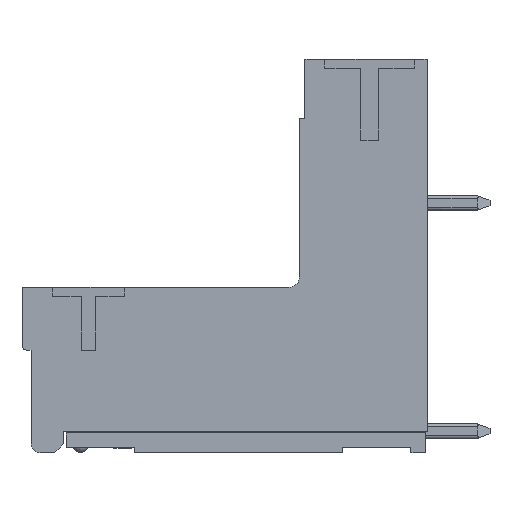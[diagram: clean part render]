
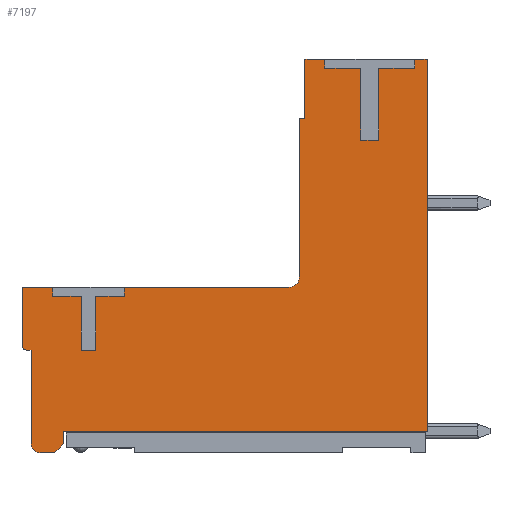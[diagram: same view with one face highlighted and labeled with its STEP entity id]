
A CAD part, left-side view. The second image highlights one B-rep face of the part: STEP entity #7197.
In plain terms, the highlighted planar face has unit normal (-1, 0, 0).
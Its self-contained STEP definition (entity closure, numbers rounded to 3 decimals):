
#6931=CARTESIAN_POINT('',(-21.957,0.,0.));
#6932=DIRECTION('',(0.,0.,-1.));
#6933=DIRECTION('',(-1.,0.,-0.));
#6934=AXIS2_PLACEMENT_3D('',#6931,#6933,#6932);
#6935=PLANE('',#6934);
#6936=CARTESIAN_POINT('',(-21.957,-2.648,19.574));
#6937=VERTEX_POINT('',#6936);
#6938=CARTESIAN_POINT('',(-21.957,-1.986,19.574));
#6939=VERTEX_POINT('',#6938);
#6940=CARTESIAN_POINT('',(-21.957,-2.648,19.574));
#6941=DIRECTION('',(0.,1.,0.));
#6942=VECTOR('',#6941,0.662);
#6943=LINE('',#6940,#6942);
#6944=EDGE_CURVE('',#6937,#6939,#6943,.T.);
#6945=ORIENTED_EDGE('',*,*,#6944,.T.);
#6946=CARTESIAN_POINT('',(-21.957,-1.986,19.101));
#6947=VERTEX_POINT('',#6946);
#6948=CARTESIAN_POINT('',(-21.957,-1.986,19.574));
#6949=DIRECTION('',(0.,0.,-1.));
#6950=VECTOR('',#6949,0.473);
#6951=LINE('',#6948,#6950);
#6952=EDGE_CURVE('',#6939,#6947,#6951,.T.);
#6953=ORIENTED_EDGE('',*,*,#6952,.T.);
#6954=CARTESIAN_POINT('',(-21.957,-0.095,19.101));
#6955=VERTEX_POINT('',#6954);
#6956=CARTESIAN_POINT('',(-21.957,-1.986,19.101));
#6957=DIRECTION('',(0.,1.,0.));
#6958=VECTOR('',#6957,1.891);
#6959=LINE('',#6956,#6958);
#6960=EDGE_CURVE('',#6947,#6955,#6959,.T.);
#6961=ORIENTED_EDGE('',*,*,#6960,.T.);
#6962=CARTESIAN_POINT('',(-21.957,-0.095,15.319));
#6963=VERTEX_POINT('',#6962);
#6964=CARTESIAN_POINT('',(-21.957,-0.095,19.101));
#6965=DIRECTION('',(0.,0.,-1.));
#6966=VECTOR('',#6965,3.782);
#6967=LINE('',#6964,#6966);
#6968=EDGE_CURVE('',#6955,#6963,#6967,.T.);
#6969=ORIENTED_EDGE('',*,*,#6968,.T.);
#6970=CARTESIAN_POINT('',(-21.957,0.851,15.319));
#6971=VERTEX_POINT('',#6970);
#6972=CARTESIAN_POINT('',(-21.957,-0.095,15.319));
#6973=DIRECTION('',(0.,1.,0.));
#6974=VECTOR('',#6973,0.946);
#6975=LINE('',#6972,#6974);
#6976=EDGE_CURVE('',#6963,#6971,#6975,.T.);
#6977=ORIENTED_EDGE('',*,*,#6976,.T.);
#6978=CARTESIAN_POINT('',(-21.957,0.851,19.101));
#6979=VERTEX_POINT('',#6978);
#6980=CARTESIAN_POINT('',(-21.957,0.851,15.319));
#6981=DIRECTION('',(0.,0.,1.));
#6982=VECTOR('',#6981,3.782);
#6983=LINE('',#6980,#6982);
#6984=EDGE_CURVE('',#6971,#6979,#6983,.T.);
#6985=ORIENTED_EDGE('',*,*,#6984,.T.);
#6986=CARTESIAN_POINT('',(-21.957,2.742,19.101));
#6987=VERTEX_POINT('',#6986);
#6988=CARTESIAN_POINT('',(-21.957,0.851,19.101));
#6989=DIRECTION('',(0.,1.,0.));
#6990=VECTOR('',#6989,1.891);
#6991=LINE('',#6988,#6990);
#6992=EDGE_CURVE('',#6979,#6987,#6991,.T.);
#6993=ORIENTED_EDGE('',*,*,#6992,.T.);
#6994=CARTESIAN_POINT('',(-21.957,2.742,19.574));
#6995=VERTEX_POINT('',#6994);
#6996=CARTESIAN_POINT('',(-21.957,2.742,19.101));
#6997=DIRECTION('',(0.,0.,1.));
#6998=VECTOR('',#6997,0.473);
#6999=LINE('',#6996,#6998);
#7000=EDGE_CURVE('',#6987,#6995,#6999,.T.);
#7001=ORIENTED_EDGE('',*,*,#7000,.T.);
#7002=CARTESIAN_POINT('',(-21.957,3.782,19.574));
#7003=VERTEX_POINT('',#7002);
#7004=CARTESIAN_POINT('',(-21.957,2.742,19.574));
#7005=DIRECTION('',(0.,1.,0.));
#7006=VECTOR('',#7005,1.04);
#7007=LINE('',#7004,#7006);
#7008=EDGE_CURVE('',#6995,#7003,#7007,.T.);
#7009=ORIENTED_EDGE('',*,*,#7008,.T.);
#7010=CARTESIAN_POINT('',(-21.957,3.782,16.454));
#7011=VERTEX_POINT('',#7010);
#7012=CARTESIAN_POINT('',(-21.957,3.782,19.574));
#7013=DIRECTION('',(0.,0.,-1.));
#7014=VECTOR('',#7013,3.121);
#7015=LINE('',#7012,#7014);
#7016=EDGE_CURVE('',#7003,#7011,#7015,.T.);
#7017=ORIENTED_EDGE('',*,*,#7016,.T.);
#7018=CARTESIAN_POINT('',(-21.957,4.066,16.454));
#7019=VERTEX_POINT('',#7018);
#7020=CARTESIAN_POINT('',(-21.957,3.782,16.454));
#7021=DIRECTION('',(0.,1.,0.));
#7022=VECTOR('',#7021,0.284);
#7023=LINE('',#7020,#7022);
#7024=EDGE_CURVE('',#7011,#7019,#7023,.T.);
#7025=ORIENTED_EDGE('',*,*,#7024,.T.);
#7026=CARTESIAN_POINT('',(-21.957,4.066,8.132));
#7027=VERTEX_POINT('',#7026);
#7028=CARTESIAN_POINT('',(-21.957,4.066,16.454));
#7029=DIRECTION('',(0.,0.,-1.));
#7030=VECTOR('',#7029,8.321);
#7031=LINE('',#7028,#7030);
#7032=EDGE_CURVE('',#7019,#7027,#7031,.T.);
#7033=ORIENTED_EDGE('',*,*,#7032,.T.);
#7034=CARTESIAN_POINT('',(-21.957,4.633,7.565));
#7035=VERTEX_POINT('',#7034);
#7036=CARTESIAN_POINT('',(-21.957,4.633,8.132));
#7037=DIRECTION('',(0.,-1.,0.));
#7038=DIRECTION('',(1.,0.,0.));
#7039=AXIS2_PLACEMENT_3D('',#7036,#7038,#7037);
#7040=CIRCLE('',#7039,0.567);
#7041=EDGE_CURVE('',#7027,#7035,#7040,.T.);
#7042=ORIENTED_EDGE('',*,*,#7041,.T.);
#7043=CARTESIAN_POINT('',(-21.957,13.286,7.565));
#7044=VERTEX_POINT('',#7043);
#7045=CARTESIAN_POINT('',(-21.957,4.633,7.565));
#7046=DIRECTION('',(0.,1.,0.));
#7047=VECTOR('',#7046,8.652);
#7048=LINE('',#7045,#7047);
#7049=EDGE_CURVE('',#7035,#7044,#7048,.T.);
#7050=ORIENTED_EDGE('',*,*,#7049,.T.);
#7051=CARTESIAN_POINT('',(-21.957,13.286,7.092));
#7052=VERTEX_POINT('',#7051);
#7053=CARTESIAN_POINT('',(-21.957,13.286,7.565));
#7054=DIRECTION('',(0.,0.,-1.));
#7055=VECTOR('',#7054,0.473);
#7056=LINE('',#7053,#7055);
#7057=EDGE_CURVE('',#7044,#7052,#7056,.T.);
#7058=ORIENTED_EDGE('',*,*,#7057,.T.);
#7059=CARTESIAN_POINT('',(-21.957,14.799,7.092));
#7060=VERTEX_POINT('',#7059);
#7061=CARTESIAN_POINT('',(-21.957,13.286,7.092));
#7062=DIRECTION('',(0.,1.,0.));
#7063=VECTOR('',#7062,1.513);
#7064=LINE('',#7061,#7063);
#7065=EDGE_CURVE('',#7052,#7060,#7064,.T.);
#7066=ORIENTED_EDGE('',*,*,#7065,.T.);
#7067=CARTESIAN_POINT('',(-21.957,14.799,4.255));
#7068=VERTEX_POINT('',#7067);
#7069=CARTESIAN_POINT('',(-21.957,14.799,7.092));
#7070=DIRECTION('',(0.,0.,-1.));
#7071=VECTOR('',#7070,2.837);
#7072=LINE('',#7069,#7071);
#7073=EDGE_CURVE('',#7060,#7068,#7072,.T.);
#7074=ORIENTED_EDGE('',*,*,#7073,.T.);
#7075=CARTESIAN_POINT('',(-21.957,15.555,4.255));
#7076=VERTEX_POINT('',#7075);
#7077=CARTESIAN_POINT('',(-21.957,14.799,4.255));
#7078=DIRECTION('',(0.,1.,0.));
#7079=VECTOR('',#7078,0.756);
#7080=LINE('',#7077,#7079);
#7081=EDGE_CURVE('',#7068,#7076,#7080,.T.);
#7082=ORIENTED_EDGE('',*,*,#7081,.T.);
#7083=CARTESIAN_POINT('',(-21.957,15.555,7.092));
#7084=VERTEX_POINT('',#7083);
#7085=CARTESIAN_POINT('',(-21.957,15.555,4.255));
#7086=DIRECTION('',(0.,0.,1.));
#7087=VECTOR('',#7086,2.837);
#7088=LINE('',#7085,#7087);
#7089=EDGE_CURVE('',#7076,#7084,#7088,.T.);
#7090=ORIENTED_EDGE('',*,*,#7089,.T.);
#7091=CARTESIAN_POINT('',(-21.957,17.068,7.092));
#7092=VERTEX_POINT('',#7091);
#7093=CARTESIAN_POINT('',(-21.957,15.555,7.092));
#7094=DIRECTION('',(0.,1.,0.));
#7095=VECTOR('',#7094,1.513);
#7096=LINE('',#7093,#7095);
#7097=EDGE_CURVE('',#7084,#7092,#7096,.T.);
#7098=ORIENTED_EDGE('',*,*,#7097,.T.);
#7099=CARTESIAN_POINT('',(-21.957,17.068,7.565));
#7100=VERTEX_POINT('',#7099);
#7101=CARTESIAN_POINT('',(-21.957,17.068,7.092));
#7102=DIRECTION('',(0.,0.,1.));
#7103=VECTOR('',#7102,0.473);
#7104=LINE('',#7101,#7103);
#7105=EDGE_CURVE('',#7092,#7100,#7104,.T.);
#7106=ORIENTED_EDGE('',*,*,#7105,.T.);
#7107=CARTESIAN_POINT('',(-21.957,18.676,7.565));
#7108=VERTEX_POINT('',#7107);
#7109=CARTESIAN_POINT('',(-21.957,17.068,7.565));
#7110=DIRECTION('',(0.,1.,0.));
#7111=VECTOR('',#7110,1.608);
#7112=LINE('',#7109,#7111);
#7113=EDGE_CURVE('',#7100,#7108,#7112,.T.);
#7114=ORIENTED_EDGE('',*,*,#7113,.T.);
#7115=CARTESIAN_POINT('',(-21.957,18.676,4.539));
#7116=VERTEX_POINT('',#7115);
#7117=CARTESIAN_POINT('',(-21.957,18.676,7.565));
#7118=DIRECTION('',(0.,0.,-1.));
#7119=VECTOR('',#7118,3.026);
#7120=LINE('',#7117,#7119);
#7121=EDGE_CURVE('',#7108,#7116,#7120,.T.);
#7122=ORIENTED_EDGE('',*,*,#7121,.T.);
#7123=CARTESIAN_POINT('',(-21.957,18.392,4.255));
#7124=VERTEX_POINT('',#7123);
#7125=CARTESIAN_POINT('',(-21.957,18.392,4.539));
#7126=DIRECTION('',(0.,1.,0.));
#7127=DIRECTION('',(-1.,0.,0.));
#7128=AXIS2_PLACEMENT_3D('',#7125,#7127,#7126);
#7129=CIRCLE('',#7128,0.284);
#7130=EDGE_CURVE('',#7116,#7124,#7129,.T.);
#7131=ORIENTED_EDGE('',*,*,#7130,.T.);
#7132=CARTESIAN_POINT('',(-21.957,18.194,4.255));
#7133=VERTEX_POINT('',#7132);
#7134=CARTESIAN_POINT('',(-21.957,18.392,4.255));
#7135=DIRECTION('',(0.,-1.,0.));
#7136=VECTOR('',#7135,0.199);
#7137=LINE('',#7134,#7136);
#7138=EDGE_CURVE('',#7124,#7133,#7137,.T.);
#7139=ORIENTED_EDGE('',*,*,#7138,.T.);
#7140=CARTESIAN_POINT('',(-21.957,18.194,-0.662));
#7141=VERTEX_POINT('',#7140);
#7142=CARTESIAN_POINT('',(-21.957,18.194,4.255));
#7143=DIRECTION('',(0.,0.,-1.));
#7144=VECTOR('',#7143,4.917);
#7145=LINE('',#7142,#7144);
#7146=EDGE_CURVE('',#7133,#7141,#7145,.T.);
#7147=ORIENTED_EDGE('',*,*,#7146,.T.);
#7148=CARTESIAN_POINT('',(-21.957,17.721,-1.135));
#7149=VERTEX_POINT('',#7148);
#7150=CARTESIAN_POINT('',(-21.957,17.721,-0.662));
#7151=DIRECTION('',(0.,1.,0.));
#7152=DIRECTION('',(-1.,0.,0.));
#7153=AXIS2_PLACEMENT_3D('',#7150,#7152,#7151);
#7154=CIRCLE('',#7153,0.473);
#7155=EDGE_CURVE('',#7141,#7149,#7154,.T.);
#7156=ORIENTED_EDGE('',*,*,#7155,.T.);
#7157=CARTESIAN_POINT('',(-21.957,16.955,-1.135));
#7158=VERTEX_POINT('',#7157);
#7159=CARTESIAN_POINT('',(-21.957,17.721,-1.135));
#7160=DIRECTION('',(0.,-1.,0.));
#7161=VECTOR('',#7160,0.766);
#7162=LINE('',#7159,#7161);
#7163=EDGE_CURVE('',#7149,#7158,#7162,.T.);
#7164=ORIENTED_EDGE('',*,*,#7163,.T.);
#7165=CARTESIAN_POINT('',(-21.957,16.482,-0.662));
#7166=VERTEX_POINT('',#7165);
#7167=CARTESIAN_POINT('',(-21.957,16.955,-1.135));
#7168=DIRECTION('',(0.,-0.707,0.707));
#7169=VECTOR('',#7168,0.669);
#7170=LINE('',#7167,#7169);
#7171=EDGE_CURVE('',#7158,#7166,#7170,.T.);
#7172=ORIENTED_EDGE('',*,*,#7171,.T.);
#7173=CARTESIAN_POINT('',(-21.957,16.482,0.));
#7174=VERTEX_POINT('',#7173);
#7175=CARTESIAN_POINT('',(-21.957,16.482,-0.662));
#7176=DIRECTION('',(0.,0.,1.));
#7177=VECTOR('',#7176,0.662);
#7178=LINE('',#7175,#7177);
#7179=EDGE_CURVE('',#7166,#7174,#7178,.T.);
#7180=ORIENTED_EDGE('',*,*,#7179,.T.);
#7181=CARTESIAN_POINT('',(-21.957,-2.648,0.));
#7182=VERTEX_POINT('',#7181);
#7183=CARTESIAN_POINT('',(-21.957,16.482,0.));
#7184=DIRECTION('',(0.,-1.,0.));
#7185=VECTOR('',#7184,19.13);
#7186=LINE('',#7183,#7185);
#7187=EDGE_CURVE('',#7174,#7182,#7186,.T.);
#7188=ORIENTED_EDGE('',*,*,#7187,.T.);
#7189=CARTESIAN_POINT('',(-21.957,-2.648,0.));
#7190=DIRECTION('',(0.,0.,1.));
#7191=VECTOR('',#7190,19.574);
#7192=LINE('',#7189,#7191);
#7193=EDGE_CURVE('',#7182,#6937,#7192,.T.);
#7194=ORIENTED_EDGE('',*,*,#7193,.T.);
#7195=EDGE_LOOP('',(#6945,#6953,#6961,#6969,#6977,#6985,#6993,#7001,#7009,#7017,#7025,#7033,#7042,#7050,#7058,#7066,#7074,#7082,#7090,#7098,#7106,#7114,#7122,#7131,#7139,#7147,#7156,#7164,#7172,#7180,#7188,#7194));
#7196=FACE_OUTER_BOUND('',#7195,.T.);
#7197=ADVANCED_FACE('',(#7196),#6935,.T.);
